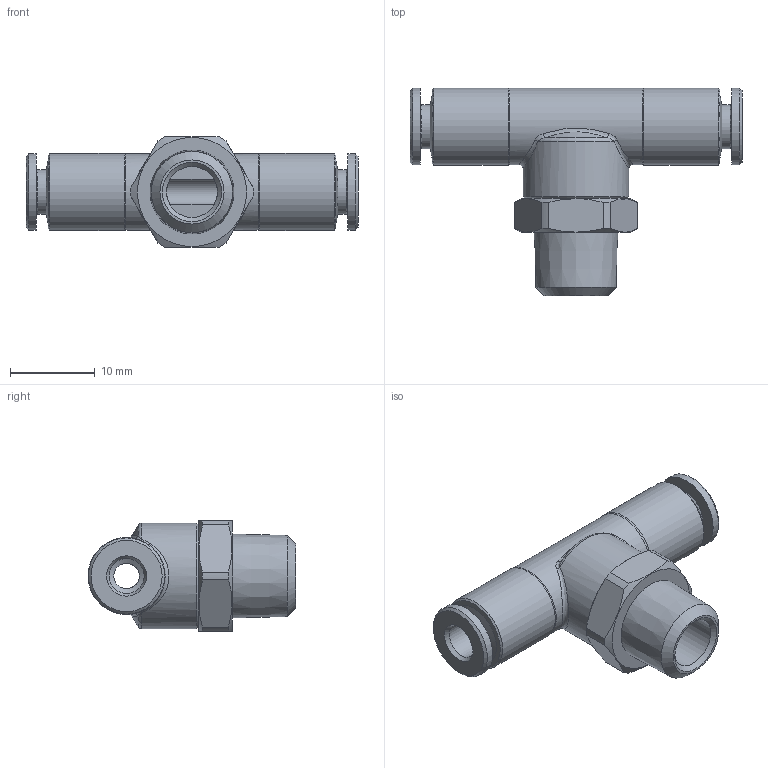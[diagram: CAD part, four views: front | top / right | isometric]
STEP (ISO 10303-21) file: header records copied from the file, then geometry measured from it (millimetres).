
FILE_DESCRIPTION( ( 'STEP AP214' ), '1' );
FILE_NAME( 'psolqas_4704_50.stp', '2020-12-01T17:10:54', ( 'License CC BY-ND 4.0' ), ( 'CADENAS' ), ' ', 'PARTsolutions', ' ' );
FILE_SCHEMA( ( 'AUTOMOTIVE_DESIGN { 1 0 10303 214 1 1 1 1 }' ) );
Length unit declared in the file: metre
Products named in the file (1): Taglia-Rivoluzione1
Bounding box: 39.2 x 24.55 x 13 mm (x, y, z)
Volume: 3174 mm3; surface area: 2782.1 mm2
Topology: 1 solids, 1 shells, 67 faces, 152 edges, 93 vertices
Faces by surface type: cone 20, cylinder 18, plane 17, bspline 8, torus 4
Full cylindrical faces by diameter (mm): 3 x1, 4.15 x2, 5.2 x2, 6 x1, 9 x3, 9.1 x2, 12.5 x1
Entity records: 2759 total; most frequent: CARTESIAN_POINT 905, DIRECTION 264, ORIENTED_EDGE 230, AXIS2_PLACEMENT_3D 125, EDGE_CURVE 115, EDGE_LOOP 110, VERTEX_POINT 89, FACE_OUTER_BOUND 81
